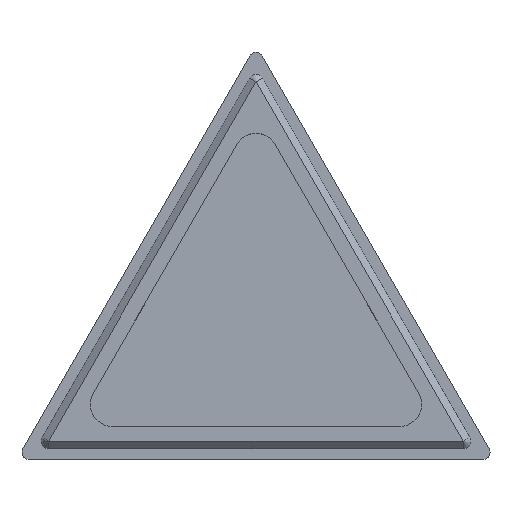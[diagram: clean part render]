
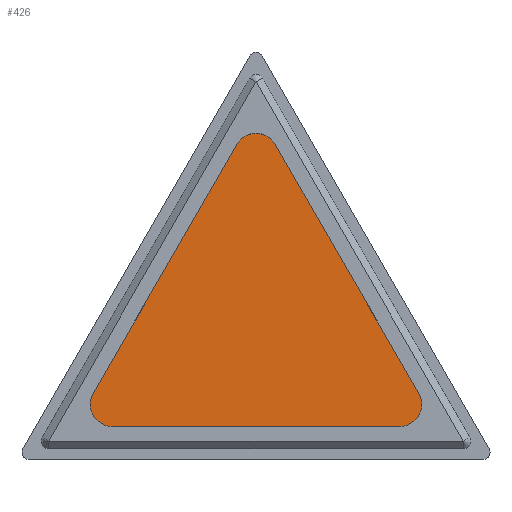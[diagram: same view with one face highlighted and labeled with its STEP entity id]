
A CAD part, top view. The second image highlights one B-rep face of the part: STEP entity #426.
In plain terms, the highlighted planar face has unit normal (0, 0, 1).
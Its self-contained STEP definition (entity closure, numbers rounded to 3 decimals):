
#2 = CARTESIAN_POINT ( 'NONE',  ( 55.01, 7.5, 0. ) ) ;
#43 = EDGE_CURVE ( 'NONE', #296, #511, #73, .T. ) ;
#44 = DIRECTION ( 'NONE',  ( 1., 0., 0. ) ) ;
#58 = CARTESIAN_POINT ( 'NONE',  ( 52.01, 4.5, 0. ) ) ;
#73 = LINE ( 'NONE', #358, #102 ) ;
#86 = CIRCLE ( 'NONE', #551, 3. ) ;
#95 = EDGE_CURVE ( 'NONE', #792, #432, #814, .T. ) ;
#102 = VECTOR ( 'NONE', #650, 1000. ) ;
#108 = ORIENTED_EDGE ( 'NONE', *, *, #670, .T. ) ;
#110 = AXIS2_PLACEMENT_3D ( 'NONE', #298, #374, #455 ) ;
#157 = CARTESIAN_POINT ( 'NONE',  ( 12.99, 4.5, 0. ) ) ;
#187 = DIRECTION ( 'NONE',  ( 0., 0., 1. ) ) ;
#191 = CARTESIAN_POINT ( 'NONE',  ( 52.01, 7.5, 0. ) ) ;
#207 = LINE ( 'NONE', #495, #485 ) ;
#219 = DIRECTION ( 'NONE',  ( 1., 0., 0. ) ) ;
#223 = VERTEX_POINT ( 'NONE', #317 ) ;
#226 = ORIENTED_EDGE ( 'NONE', *, *, #43, .T. ) ;
#243 = ORIENTED_EDGE ( 'NONE', *, *, #340, .T. ) ;
#276 = ORIENTED_EDGE ( 'NONE', *, *, #520, .T. ) ;
#296 = VERTEX_POINT ( 'NONE', #821 ) ;
#298 = CARTESIAN_POINT ( 'NONE',  ( 12.99, 7.5, 0. ) ) ;
#317 = CARTESIAN_POINT ( 'NONE',  ( 10.392, 9., 0. ) ) ;
#321 = CARTESIAN_POINT ( 'NONE',  ( 32.5, 41.292, 0. ) ) ;
#334 = AXIS2_PLACEMENT_3D ( 'NONE', #191, #763, #900 ) ;
#336 = ORIENTED_EDGE ( 'NONE', *, *, #95, .T. ) ;
#340 = EDGE_CURVE ( 'NONE', #454, #296, #671, .T. ) ;
#358 = CARTESIAN_POINT ( 'NONE',  ( 54.608, 9., 0. ) ) ;
#374 = DIRECTION ( 'NONE',  ( 0., 0., 1. ) ) ;
#400 = VECTOR ( 'NONE', #598, 1000. ) ;
#408 = AXIS2_PLACEMENT_3D ( 'NONE', #728, #562, #219 ) ;
#426 = ADVANCED_FACE ( 'NONE', ( #801 ), #937, .T. ) ;
#432 = VERTEX_POINT ( 'NONE', #58 ) ;
#451 = DIRECTION ( 'NONE',  ( -0.5, -0.866, 0. ) ) ;
#454 = VERTEX_POINT ( 'NONE', #2 ) ;
#455 = DIRECTION ( 'NONE',  ( 1., 0., 0. ) ) ;
#483 = DIRECTION ( 'NONE',  ( 0., 0., 1. ) ) ;
#485 = VECTOR ( 'NONE', #451, 1000. ) ;
#495 = CARTESIAN_POINT ( 'NONE',  ( 29.902, 42.792, 0. ) ) ;
#511 = VERTEX_POINT ( 'NONE', #860 ) ;
#520 = EDGE_CURVE ( 'NONE', #836, #223, #207, .T. ) ;
#540 = ORIENTED_EDGE ( 'NONE', *, *, #593, .T. ) ;
#551 = AXIS2_PLACEMENT_3D ( 'NONE', #321, #187, #759 ) ;
#562 = DIRECTION ( 'NONE',  ( 0., 0., 1. ) ) ;
#593 = EDGE_CURVE ( 'NONE', #223, #792, #924, .T. ) ;
#598 = DIRECTION ( 'NONE',  ( 1., 0., 0. ) ) ;
#647 = CARTESIAN_POINT ( 'NONE',  ( 12.99, 4.5, 0. ) ) ;
#650 = DIRECTION ( 'NONE',  ( -0.5, 0.866, 0. ) ) ;
#670 = EDGE_CURVE ( 'NONE', #432, #454, #841, .T. ) ;
#671 = CIRCLE ( 'NONE', #718, 3. ) ;
#718 = AXIS2_PLACEMENT_3D ( 'NONE', #777, #483, #44 ) ;
#728 = CARTESIAN_POINT ( 'NONE',  ( 12.99, 7.5, 0. ) ) ;
#729 = ORIENTED_EDGE ( 'NONE', *, *, #750, .T. ) ;
#750 = EDGE_CURVE ( 'NONE', #511, #836, #86, .T. ) ;
#759 = DIRECTION ( 'NONE',  ( 1., 0., 0. ) ) ;
#763 = DIRECTION ( 'NONE',  ( 0., 0., 1. ) ) ;
#777 = CARTESIAN_POINT ( 'NONE',  ( 52.01, 7.5, 0. ) ) ;
#781 = CARTESIAN_POINT ( 'NONE',  ( 29.902, 42.792, 0. ) ) ;
#792 = VERTEX_POINT ( 'NONE', #647 ) ;
#801 = FACE_OUTER_BOUND ( 'NONE', #806, .T. ) ;
#806 = EDGE_LOOP ( 'NONE', ( #540, #336, #108, #243, #226, #729, #276 ) ) ;
#814 = LINE ( 'NONE', #157, #400 ) ;
#821 = CARTESIAN_POINT ( 'NONE',  ( 54.608, 9., 0. ) ) ;
#836 = VERTEX_POINT ( 'NONE', #781 ) ;
#841 = CIRCLE ( 'NONE', #334, 3. ) ;
#860 = CARTESIAN_POINT ( 'NONE',  ( 35.098, 42.792, 0. ) ) ;
#900 = DIRECTION ( 'NONE',  ( 1., 0., 0. ) ) ;
#924 = CIRCLE ( 'NONE', #110, 3. ) ;
#937 = PLANE ( 'NONE',  #408 ) ;
